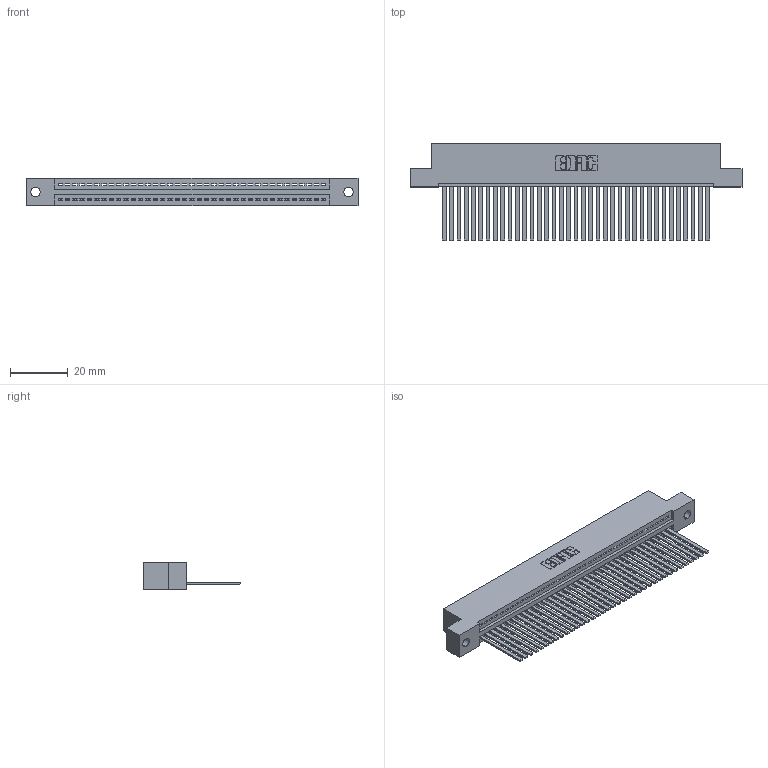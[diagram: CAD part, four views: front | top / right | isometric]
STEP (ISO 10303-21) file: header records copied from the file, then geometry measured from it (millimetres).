
FILE_DESCRIPTION (( 'STEP AP203' ), '1' );
FILE_NAME ('345-037-544-102.STEP', '2019-10-08T02:03:34', ( '' ), ( '' ), 'SwSTEP 2.0', 'SolidWorks 2016', '' );
FILE_SCHEMA (( 'CONFIG_CONTROL_DESIGN' ));
Length unit declared in the file: inch
Products named in the file (3): 345-037-544-102; 345-292-001_345-293-144; 345 Part_Flush Mounting Lugs - 0.128 Dia
Assembly tree (38 placements, depth 2):
  345-037-544-102
    345 Part_Flush Mounting Lugs - 0.128 Dia
    345-292-001_345-293-144  x37
Bounding box: 115.19 x 33.96 x 9.4 mm (x, y, z)
Volume: 11291.6 mm3; surface area: 15952.5 mm2
Topology: 38 solids, 38 shells, 2050 faces, 6187 edges, 4074 vertices
Faces by surface type: plane 1412, cylinder 638
Entity records: 28339 total; most frequent: CARTESIAN_POINT 4915, ORIENTED_EDGE 4886, DIRECTION 4297, EDGE_CURVE 2443, LINE 2167, VECTOR 2167, VERTEX_POINT 1626, AXIS2_PLACEMENT_3D 1065
